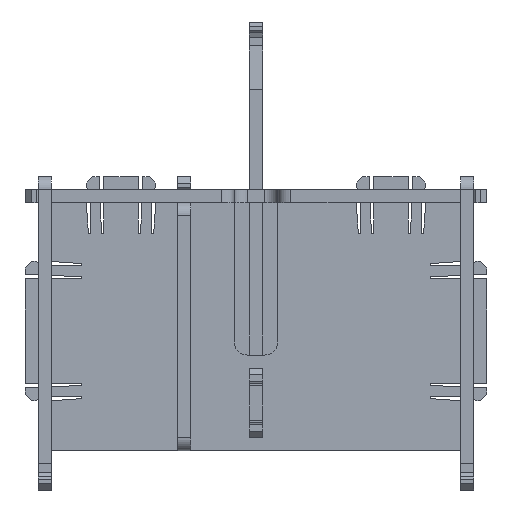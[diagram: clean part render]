
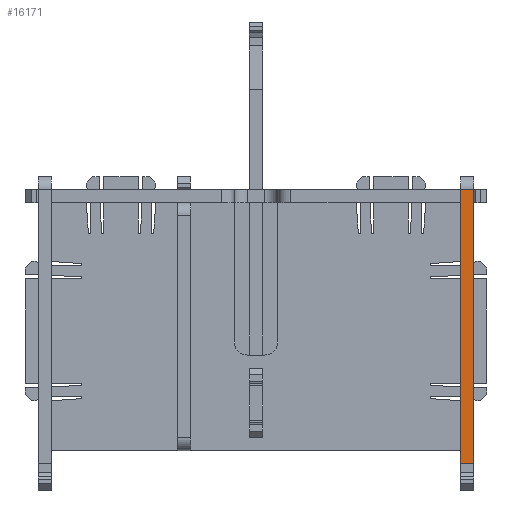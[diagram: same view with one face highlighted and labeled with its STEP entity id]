
A CAD part, front view. The second image highlights one B-rep face of the part: STEP entity #16171.
In plain terms, the highlighted planar face has unit normal (0, -1, 0).
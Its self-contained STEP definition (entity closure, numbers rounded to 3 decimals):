
#636 = FACE_OUTER_BOUND ( 'NONE', #17113, .T. ) ;
#1061 = ORIENTED_EDGE ( 'NONE', *, *, #8916, .T. ) ;
#1324 = DIRECTION ( 'NONE',  ( 0., 0., -1. ) ) ;
#1548 = ORIENTED_EDGE ( 'NONE', *, *, #9103, .F. ) ;
#1831 = CARTESIAN_POINT ( 'NONE',  ( 50., -20., 0. ) ) ;
#4582 = LINE ( 'NONE', #12542, #11813 ) ;
#5185 = CARTESIAN_POINT ( 'NONE',  ( 47., -20., -30.5 ) ) ;
#7423 = LINE ( 'NONE', #15941, #14471 ) ;
#8750 = EDGE_CURVE ( 'NONE', #8875, #9104, #17131, .T. ) ;
#8875 = VERTEX_POINT ( 'NONE', #16741 ) ;
#8897 = EDGE_CURVE ( 'NONE', #8875, #18484, #18709, .T. ) ;
#8916 = EDGE_CURVE ( 'NONE', #18484, #18547, #7423, .T. ) ;
#9103 = EDGE_CURVE ( 'NONE', #9104, #18547, #4582, .T. ) ;
#9104 = VERTEX_POINT ( 'NONE', #12527 ) ;
#10039 = VECTOR ( 'NONE', #1324, 1000. ) ;
#11153 = VECTOR ( 'NONE', #16541, 1000. ) ;
#11813 = VECTOR ( 'NONE', #12483, 1000. ) ;
#12483 = DIRECTION ( 'NONE',  ( -1., 0., 0. ) ) ;
#12527 = CARTESIAN_POINT ( 'NONE',  ( 50., -20., -30.5 ) ) ;
#12542 = CARTESIAN_POINT ( 'NONE',  ( 50., -20., -30.5 ) ) ;
#13145 = AXIS2_PLACEMENT_3D ( 'NONE', #15740, #15708, #15680 ) ;
#14471 = VECTOR ( 'NONE', #15780, 1000. ) ;
#14492 = CARTESIAN_POINT ( 'NONE',  ( 47., -20., 32.5 ) ) ;
#15680 = DIRECTION ( 'NONE',  ( 0., 0., 1. ) ) ;
#15708 = DIRECTION ( 'NONE',  ( 0., 1., 0. ) ) ;
#15740 = CARTESIAN_POINT ( 'NONE',  ( 50., -20., 0. ) ) ;
#15780 = DIRECTION ( 'NONE',  ( 0., 0., -1. ) ) ;
#15830 = PLANE ( 'NONE',  #13145 ) ;
#15941 = CARTESIAN_POINT ( 'NONE',  ( 47., -20., 0. ) ) ;
#16171 = ADVANCED_FACE ( 'NONE', ( #636 ), #15830, .F. ) ;
#16468 = CARTESIAN_POINT ( 'NONE',  ( 50., -20., 32.5 ) ) ;
#16541 = DIRECTION ( 'NONE',  ( -1., 0., 0. ) ) ;
#16741 = CARTESIAN_POINT ( 'NONE',  ( 50., -20., 32.5 ) ) ;
#17113 = EDGE_LOOP ( 'NONE', ( #17360, #17837, #1061, #1548 ) ) ;
#17131 = LINE ( 'NONE', #1831, #10039 ) ;
#17360 = ORIENTED_EDGE ( 'NONE', *, *, #8750, .F. ) ;
#17837 = ORIENTED_EDGE ( 'NONE', *, *, #8897, .T. ) ;
#18484 = VERTEX_POINT ( 'NONE', #14492 ) ;
#18547 = VERTEX_POINT ( 'NONE', #5185 ) ;
#18709 = LINE ( 'NONE', #16468, #11153 ) ;
